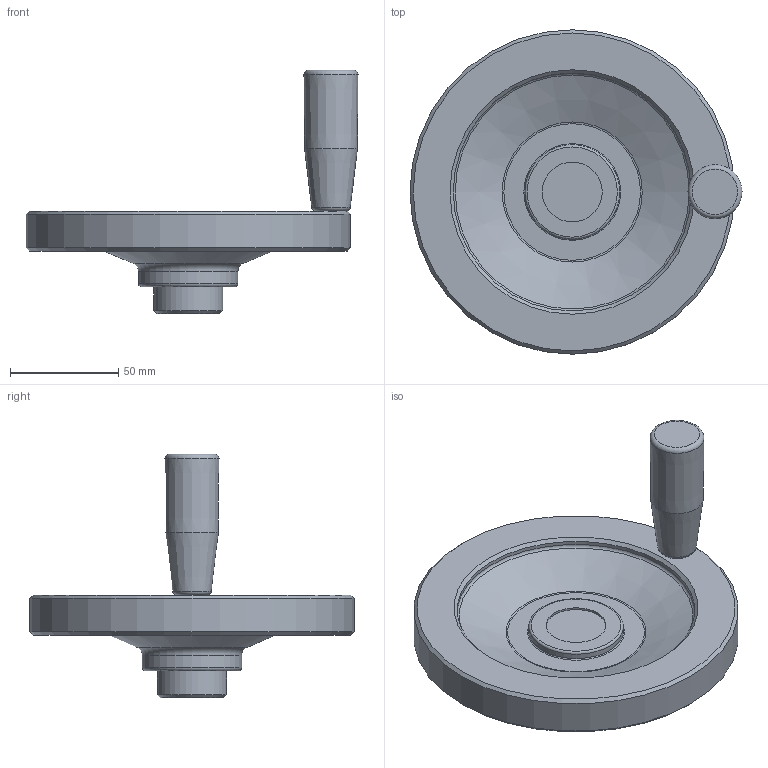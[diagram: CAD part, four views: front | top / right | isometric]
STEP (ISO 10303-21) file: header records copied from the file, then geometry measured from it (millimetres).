
FILE_DESCRIPTION( ( 'Unknown' ), '1' );
FILE_NAME( '7102015_VPR150_M.stp', 'Unknown', ( 'Unknown' ), ( 'Unknown' ), 'PSStep 11.0', 'Unknown', ' ' );
FILE_SCHEMA( ( 'AUTOMOTIVE_DESIGN { 1 0 10303 214 1 1 1 1 }' ) );
Length unit declared in the file: millimetre
Products named in the file (1): 1831027
Bounding box: 153.49 x 150 x 112.6 mm (x, y, z)
Volume: 275173.1 mm3; surface area: 61269 mm2
Topology: 1 solids, 4 shells, 85 faces, 175 edges, 107 vertices
Faces by surface type: plane 27, cone 19, cylinder 19, torus 11, bspline 9
Full cylindrical faces by diameter (mm): 6 x1, 8.3 x1, 8.376 x2, 8.7 x1, 9.6 x1, 10.2 x1, 12.8 x1, 13 x1, 13.242 x1, 27.7 x1, 32 x1, 43.7 x1, 46 x1, 110 x1, 150 x1
Entity records: 3974 total; most frequent: CARTESIAN_POINT 1721, DIRECTION 328, ORIENTED_EDGE 252, AXIS2_PLACEMENT_3D 151, EDGE_LOOP 138, EDGE_CURVE 126, FACE_OUTER_BOUND 109, VERTEX_POINT 99
